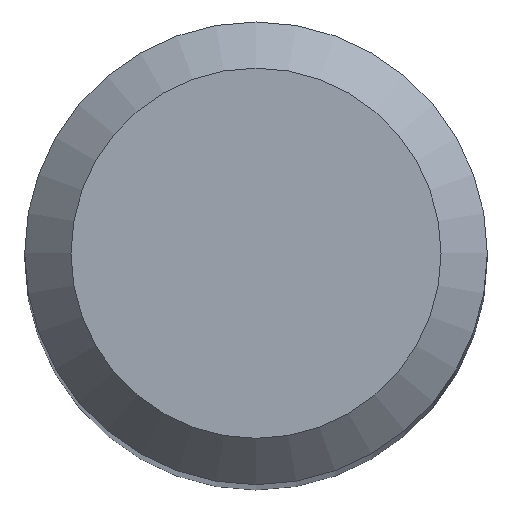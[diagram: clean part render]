
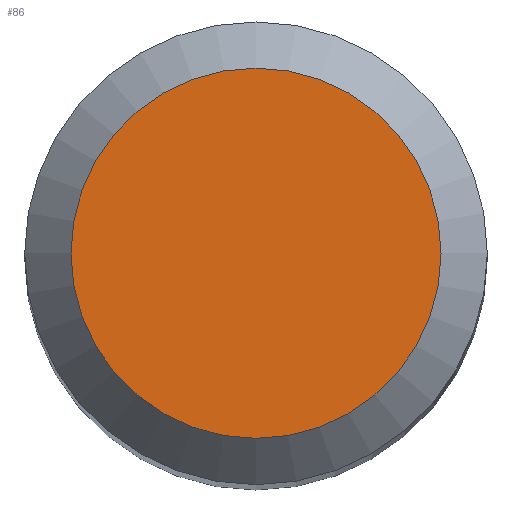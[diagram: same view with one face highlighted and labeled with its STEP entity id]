
A CAD part, top view. The second image highlights one B-rep face of the part: STEP entity #86.
In plain terms, the highlighted planar face has unit normal (0, 0, 1).
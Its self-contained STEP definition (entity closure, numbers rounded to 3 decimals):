
#7 = CARTESIAN_POINT ( 'NONE',  ( 0., 0., 0. ) ) ;
#26 = DIRECTION ( 'NONE',  ( 0., 0., 1. ) ) ;
#31 = DIRECTION ( 'NONE',  ( 0., 0., 1. ) ) ;
#53 = CARTESIAN_POINT ( 'NONE',  ( 0., 0., 0. ) ) ;
#61 = ORIENTED_EDGE ( 'NONE', *, *, #116, .T. ) ;
#73 = CARTESIAN_POINT ( 'NONE',  ( 2.4, 0., 0. ) ) ;
#86 = ADVANCED_FACE ( 'NONE', ( #255 ), #247, .T. ) ;
#96 = CIRCLE ( 'NONE', #248, 2.4 ) ;
#116 = EDGE_CURVE ( 'NONE', #172, #172, #96, .T. ) ;
#126 = DIRECTION ( 'NONE',  ( 1., 0., 0. ) ) ;
#155 = EDGE_LOOP ( 'NONE', ( #61 ) ) ;
#168 = AXIS2_PLACEMENT_3D ( 'NONE', #7, #31, #126 ) ;
#172 = VERTEX_POINT ( 'NONE', #73 ) ;
#189 = DIRECTION ( 'NONE',  ( 1., 0., 0. ) ) ;
#247 = PLANE ( 'NONE',  #168 ) ;
#248 = AXIS2_PLACEMENT_3D ( 'NONE', #53, #26, #189 ) ;
#255 = FACE_OUTER_BOUND ( 'NONE', #155, .T. ) ;
